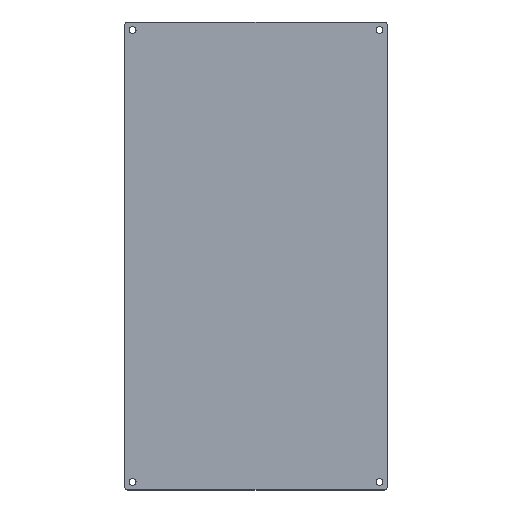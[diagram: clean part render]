
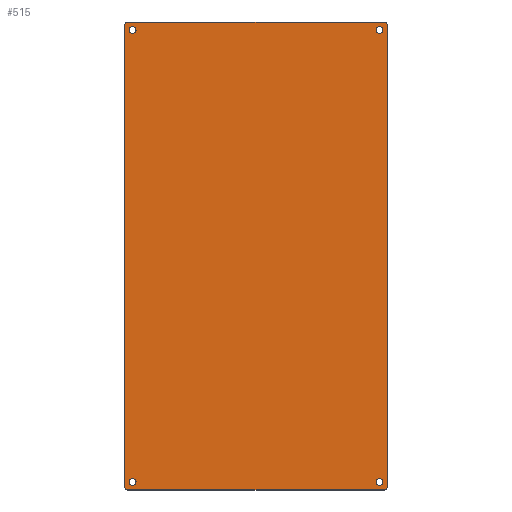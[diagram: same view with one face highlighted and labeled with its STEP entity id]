
A CAD part, top view. The second image highlights one B-rep face of the part: STEP entity #515.
In plain terms, the highlighted planar face has unit normal (0, 0, 1).
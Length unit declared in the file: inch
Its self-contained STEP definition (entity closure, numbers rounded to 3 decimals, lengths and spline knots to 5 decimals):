
#3 = FACE_BOUND ( 'NONE', #379, .T. ) ;
#25 = CARTESIAN_POINT ( 'NONE',  ( -4.812, 8.813, 0.072 ) ) ;
#26 = VECTOR ( 'NONE', #538, 39.37008 ) ;
#30 = AXIS2_PLACEMENT_3D ( 'NONE', #25, #411, #73 ) ;
#32 = CIRCLE ( 'NONE', #279, 0.1325 ) ;
#33 = VERTEX_POINT ( 'NONE', #57 ) ;
#35 = VERTEX_POINT ( 'NONE', #301 ) ;
#45 = CARTESIAN_POINT ( 'NONE',  ( -4.6795, -8.812, 0.072 ) ) ;
#47 = ORIENTED_EDGE ( 'NONE', *, *, #600, .T. ) ;
#48 = ORIENTED_EDGE ( 'NONE', *, *, #382, .T. ) ;
#49 = AXIS2_PLACEMENT_3D ( 'NONE', #478, #78, #529 ) ;
#50 = DIRECTION ( 'NONE',  ( 0., 0., -1. ) ) ;
#57 = CARTESIAN_POINT ( 'NONE',  ( -5.125, 9., 0.072 ) ) ;
#62 = LINE ( 'NONE', #91, #26 ) ;
#72 = ORIENTED_EDGE ( 'NONE', *, *, #456, .T. ) ;
#73 = DIRECTION ( 'NONE',  ( 1., 0., 0. ) ) ;
#77 = EDGE_CURVE ( 'NONE', #35, #33, #644, .T. ) ;
#78 = DIRECTION ( 'NONE',  ( 0., 0., 1. ) ) ;
#80 = ORIENTED_EDGE ( 'NONE', *, *, #531, .T. ) ;
#82 = EDGE_LOOP ( 'NONE', ( #278, #579 ) ) ;
#84 = AXIS2_PLACEMENT_3D ( 'NONE', #323, #373, #377 ) ;
#87 = AXIS2_PLACEMENT_3D ( 'NONE', #455, #163, #255 ) ;
#91 = CARTESIAN_POINT ( 'NONE',  ( 5.125, -9., 0.072 ) ) ;
#93 = VECTOR ( 'NONE', #125, 39.37008 ) ;
#108 = CARTESIAN_POINT ( 'NONE',  ( 4.9455, 8.813, 0.072 ) ) ;
#110 = CIRCLE ( 'NONE', #593, 0.1325 ) ;
#118 = AXIS2_PLACEMENT_3D ( 'NONE', #195, #193, #146 ) ;
#119 = CIRCLE ( 'NONE', #161, 0.1325 ) ;
#121 = CIRCLE ( 'NONE', #84, 0.1325 ) ;
#125 = DIRECTION ( 'NONE',  ( 1., 0., 0. ) ) ;
#132 = EDGE_CURVE ( 'NONE', #547, #426, #385, .T. ) ;
#136 = FACE_OUTER_BOUND ( 'NONE', #348, .T. ) ;
#142 = CARTESIAN_POINT ( 'NONE',  ( -4.9445, 8.813, 0.072 ) ) ;
#145 = DIRECTION ( 'NONE',  ( 0., 0., 1. ) ) ;
#146 = DIRECTION ( 'NONE',  ( 1., 0., 0. ) ) ;
#147 = DIRECTION ( 'NONE',  ( 0., 0., -1. ) ) ;
#161 = AXIS2_PLACEMENT_3D ( 'NONE', #256, #147, #291 ) ;
#163 = DIRECTION ( 'NONE',  ( 0., 0., 1. ) ) ;
#167 = VERTEX_POINT ( 'NONE', #108 ) ;
#168 = ORIENTED_EDGE ( 'NONE', *, *, #325, .T. ) ;
#169 = ORIENTED_EDGE ( 'NONE', *, *, #425, .T. ) ;
#172 = CARTESIAN_POINT ( 'NONE',  ( 4.9455, -8.812, 0.072 ) ) ;
#178 = VERTEX_POINT ( 'NONE', #562 ) ;
#181 = CARTESIAN_POINT ( 'NONE',  ( -5.125, -9., 0.072 ) ) ;
#185 = VERTEX_POINT ( 'NONE', #262 ) ;
#186 = DIRECTION ( 'NONE',  ( 0., -1., 0. ) ) ;
#193 = DIRECTION ( 'NONE',  ( 0., 0., 1. ) ) ;
#195 = CARTESIAN_POINT ( 'NONE',  ( -5., -9., 0.072 ) ) ;
#197 = CARTESIAN_POINT ( 'NONE',  ( -5., -9., 0.072 ) ) ;
#204 = VERTEX_POINT ( 'NONE', #172 ) ;
#207 = ORIENTED_EDGE ( 'NONE', *, *, #475, .T. ) ;
#209 = CIRCLE ( 'NONE', #49, 0.125 ) ;
#219 = VERTEX_POINT ( 'NONE', #522 ) ;
#221 = VERTEX_POINT ( 'NONE', #614 ) ;
#225 = AXIS2_PLACEMENT_3D ( 'NONE', #197, #145, #289 ) ;
#233 = CARTESIAN_POINT ( 'NONE',  ( -4.812, -8.812, 0.072 ) ) ;
#239 = DIRECTION ( 'NONE',  ( 0., 0., 1. ) ) ;
#242 = PLANE ( 'NONE',  #118 ) ;
#253 = EDGE_CURVE ( 'NONE', #426, #547, #575, .T. ) ;
#255 = DIRECTION ( 'NONE',  ( -1., 0., 0. ) ) ;
#256 = CARTESIAN_POINT ( 'NONE',  ( 4.813, 8.813, 0.072 ) ) ;
#257 = VECTOR ( 'NONE', #471, 39.37008 ) ;
#262 = CARTESIAN_POINT ( 'NONE',  ( 4.6805, 8.813, 0.072 ) ) ;
#263 = EDGE_CURVE ( 'NONE', #219, #597, #557, .T. ) ;
#272 = DIRECTION ( 'NONE',  ( 1., 0., 0. ) ) ;
#278 = ORIENTED_EDGE ( 'NONE', *, *, #253, .T. ) ;
#279 = AXIS2_PLACEMENT_3D ( 'NONE', #590, #432, #383 ) ;
#281 = CIRCLE ( 'NONE', #472, 0.1325 ) ;
#289 = DIRECTION ( 'NONE',  ( -1., 0., 0. ) ) ;
#291 = DIRECTION ( 'NONE',  ( 1., 0., 0. ) ) ;
#292 = FACE_BOUND ( 'NONE', #372, .T. ) ;
#298 = CARTESIAN_POINT ( 'NONE',  ( 5., -9.125, 0.072 ) ) ;
#300 = VERTEX_POINT ( 'NONE', #627 ) ;
#301 = CARTESIAN_POINT ( 'NONE',  ( -5., 9.125, 0.072 ) ) ;
#304 = DIRECTION ( 'NONE',  ( 1., 0., 0. ) ) ;
#319 = CARTESIAN_POINT ( 'NONE',  ( -4.6795, 8.813, 0.072 ) ) ;
#323 = CARTESIAN_POINT ( 'NONE',  ( -4.812, -8.812, 0.072 ) ) ;
#324 = VERTEX_POINT ( 'NONE', #464 ) ;
#325 = EDGE_CURVE ( 'NONE', #356, #35, #483, .T. ) ;
#339 = ORIENTED_EDGE ( 'NONE', *, *, #77, .T. ) ;
#348 = EDGE_LOOP ( 'NONE', ( #339, #568, #603, #443, #169, #207, #80, #168 ) ) ;
#354 = VECTOR ( 'NONE', #186, 39.37008 ) ;
#356 = VERTEX_POINT ( 'NONE', #480 ) ;
#359 = EDGE_CURVE ( 'NONE', #204, #300, #110, .T. ) ;
#363 = CIRCLE ( 'NONE', #457, 0.1325 ) ;
#369 = CARTESIAN_POINT ( 'NONE',  ( 4.813, -8.812, 0.072 ) ) ;
#372 = EDGE_LOOP ( 'NONE', ( #631, #48 ) ) ;
#373 = DIRECTION ( 'NONE',  ( 0., 0., -1. ) ) ;
#375 = FACE_BOUND ( 'NONE', #82, .T. ) ;
#377 = DIRECTION ( 'NONE',  ( 1., 0., 0. ) ) ;
#379 = EDGE_LOOP ( 'NONE', ( #476, #47 ) ) ;
#380 = CARTESIAN_POINT ( 'NONE',  ( -4.9445, -8.812, 0.072 ) ) ;
#382 = EDGE_CURVE ( 'NONE', #484, #629, #121, .T. ) ;
#383 = DIRECTION ( 'NONE',  ( 1., 0., 0. ) ) ;
#385 = CIRCLE ( 'NONE', #487, 0.1325 ) ;
#391 = EDGE_CURVE ( 'NONE', #629, #484, #363, .T. ) ;
#397 = DIRECTION ( 'NONE',  ( 1., 0., 0. ) ) ;
#399 = EDGE_CURVE ( 'NONE', #33, #178, #491, .T. ) ;
#405 = CARTESIAN_POINT ( 'NONE',  ( -4.812, 8.813, 0.072 ) ) ;
#407 = CARTESIAN_POINT ( 'NONE',  ( -5., 9.125, 0.072 ) ) ;
#409 = ORIENTED_EDGE ( 'NONE', *, *, #359, .T. ) ;
#411 = DIRECTION ( 'NONE',  ( 0., 0., -1. ) ) ;
#423 = DIRECTION ( 'NONE',  ( 1., 0., 0. ) ) ;
#425 = EDGE_CURVE ( 'NONE', #597, #221, #209, .T. ) ;
#426 = VERTEX_POINT ( 'NONE', #319 ) ;
#432 = DIRECTION ( 'NONE',  ( 0., 0., -1. ) ) ;
#443 = ORIENTED_EDGE ( 'NONE', *, *, #263, .T. ) ;
#455 = CARTESIAN_POINT ( 'NONE',  ( -5., 9., 0.072 ) ) ;
#456 = EDGE_CURVE ( 'NONE', #300, #204, #32, .T. ) ;
#457 = AXIS2_PLACEMENT_3D ( 'NONE', #233, #630, #272 ) ;
#458 = DIRECTION ( 'NONE',  ( 0., 0., -1. ) ) ;
#464 = CARTESIAN_POINT ( 'NONE',  ( 5.125, 9., 0.072 ) ) ;
#471 = DIRECTION ( 'NONE',  ( -1., 0., 0. ) ) ;
#472 = AXIS2_PLACEMENT_3D ( 'NONE', #553, #50, #397 ) ;
#475 = EDGE_CURVE ( 'NONE', #221, #324, #62, .T. ) ;
#476 = ORIENTED_EDGE ( 'NONE', *, *, #578, .T. ) ;
#478 = CARTESIAN_POINT ( 'NONE',  ( 5., -9., 0.072 ) ) ;
#480 = CARTESIAN_POINT ( 'NONE',  ( 5., 9.125, 0.072 ) ) ;
#483 = LINE ( 'NONE', #407, #257 ) ;
#484 = VERTEX_POINT ( 'NONE', #380 ) ;
#487 = AXIS2_PLACEMENT_3D ( 'NONE', #405, #458, #304 ) ;
#491 = LINE ( 'NONE', #181, #354 ) ;
#495 = DIRECTION ( 'NONE',  ( -1., 0., 0. ) ) ;
#515 = ADVANCED_FACE ( 'NONE', ( #596, #136, #292, #3, #375 ), #242, .T. ) ;
#520 = CARTESIAN_POINT ( 'NONE',  ( -5., -9.125, 0.072 ) ) ;
#522 = CARTESIAN_POINT ( 'NONE',  ( -5., -9.125, 0.072 ) ) ;
#529 = DIRECTION ( 'NONE',  ( -1., 0., 0. ) ) ;
#531 = EDGE_CURVE ( 'NONE', #324, #356, #555, .T. ) ;
#536 = EDGE_CURVE ( 'NONE', #178, #219, #587, .T. ) ;
#538 = DIRECTION ( 'NONE',  ( 0., 1., 0. ) ) ;
#547 = VERTEX_POINT ( 'NONE', #142 ) ;
#553 = CARTESIAN_POINT ( 'NONE',  ( 4.813, 8.813, 0.072 ) ) ;
#555 = CIRCLE ( 'NONE', #624, 0.125 ) ;
#557 = LINE ( 'NONE', #520, #93 ) ;
#561 = EDGE_LOOP ( 'NONE', ( #409, #72 ) ) ;
#562 = CARTESIAN_POINT ( 'NONE',  ( -5.125, -9., 0.072 ) ) ;
#568 = ORIENTED_EDGE ( 'NONE', *, *, #399, .T. ) ;
#575 = CIRCLE ( 'NONE', #30, 0.1325 ) ;
#578 = EDGE_CURVE ( 'NONE', #167, #185, #119, .T. ) ;
#579 = ORIENTED_EDGE ( 'NONE', *, *, #132, .T. ) ;
#587 = CIRCLE ( 'NONE', #225, 0.125 ) ;
#590 = CARTESIAN_POINT ( 'NONE',  ( 4.813, -8.812, 0.072 ) ) ;
#593 = AXIS2_PLACEMENT_3D ( 'NONE', #369, #633, #423 ) ;
#596 = FACE_BOUND ( 'NONE', #561, .T. ) ;
#597 = VERTEX_POINT ( 'NONE', #298 ) ;
#600 = EDGE_CURVE ( 'NONE', #185, #167, #281, .T. ) ;
#603 = ORIENTED_EDGE ( 'NONE', *, *, #536, .T. ) ;
#614 = CARTESIAN_POINT ( 'NONE',  ( 5.125, -9., 0.072 ) ) ;
#624 = AXIS2_PLACEMENT_3D ( 'NONE', #641, #239, #495 ) ;
#627 = CARTESIAN_POINT ( 'NONE',  ( 4.6805, -8.812, 0.072 ) ) ;
#629 = VERTEX_POINT ( 'NONE', #45 ) ;
#630 = DIRECTION ( 'NONE',  ( 0., 0., -1. ) ) ;
#631 = ORIENTED_EDGE ( 'NONE', *, *, #391, .T. ) ;
#633 = DIRECTION ( 'NONE',  ( 0., 0., -1. ) ) ;
#641 = CARTESIAN_POINT ( 'NONE',  ( 5., 9., 0.072 ) ) ;
#644 = CIRCLE ( 'NONE', #87, 0.125 ) ;
